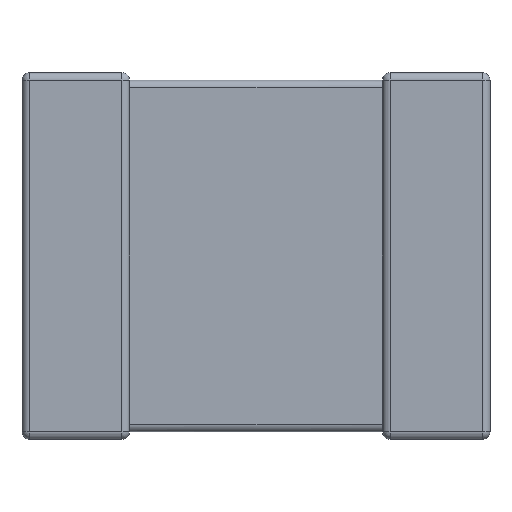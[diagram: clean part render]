
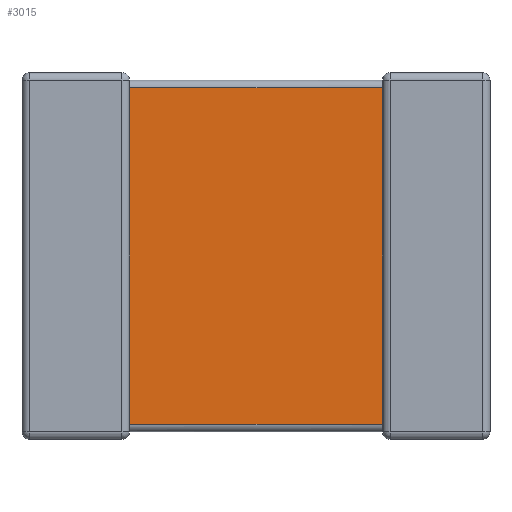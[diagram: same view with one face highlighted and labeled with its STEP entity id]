
A CAD part, front view. The second image highlights one B-rep face of the part: STEP entity #3015.
In plain terms, the highlighted planar face has unit normal (0, -1, 0).
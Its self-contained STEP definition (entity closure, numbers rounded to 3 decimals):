
#134 = CARTESIAN_POINT ( 'NONE',  ( 2.85, 0.06, -0.121 ) ) ;
#135 = VECTOR ( 'NONE', #980, 1000. ) ;
#264 = LINE ( 'NONE', #287, #135 ) ;
#265 = DIRECTION ( 'NONE',  ( -1., 0., 0. ) ) ;
#287 = CARTESIAN_POINT ( 'NONE',  ( 0.85, 0.06, -2.9 ) ) ;
#350 = VECTOR ( 'NONE', #265, 1000. ) ;
#611 = VERTEX_POINT ( 'NONE', #134 ) ;
#930 = ORIENTED_EDGE ( 'NONE', *, *, #3250, .F. ) ;
#933 = CARTESIAN_POINT ( 'NONE',  ( 0.85, 0.06, -2.779 ) ) ;
#980 = DIRECTION ( 'NONE',  ( 0., 0., 1. ) ) ;
#1105 = LINE ( 'NONE', #3946, #1767 ) ;
#1129 = AXIS2_PLACEMENT_3D ( 'NONE', #2754, #1619, #3061 ) ;
#1144 = EDGE_LOOP ( 'NONE', ( #930, #3676, #1521, #2239 ) ) ;
#1166 = EDGE_CURVE ( 'NONE', #4374, #611, #1105, .T. ) ;
#1264 = CARTESIAN_POINT ( 'NONE',  ( 0.85, 0.06, -0.121 ) ) ;
#1444 = VECTOR ( 'NONE', #4532, 1000. ) ;
#1521 = ORIENTED_EDGE ( 'NONE', *, *, #1166, .T. ) ;
#1571 = PLANE ( 'NONE',  #1129 ) ;
#1619 = DIRECTION ( 'NONE',  ( 0., -1., 0. ) ) ;
#1767 = VECTOR ( 'NONE', #2920, 1000. ) ;
#2026 = LINE ( 'NONE', #3469, #1444 ) ;
#2029 = EDGE_CURVE ( 'NONE', #611, #3106, #2055, .T. ) ;
#2055 = LINE ( 'NONE', #4205, #350 ) ;
#2239 = ORIENTED_EDGE ( 'NONE', *, *, #2029, .T. ) ;
#2754 = CARTESIAN_POINT ( 'NONE',  ( 0.85, 0.06, -2.9 ) ) ;
#2771 = CARTESIAN_POINT ( 'NONE',  ( 2.85, 0.06, -2.779 ) ) ;
#2920 = DIRECTION ( 'NONE',  ( 0., 0., 1. ) ) ;
#3015 = ADVANCED_FACE ( 'NONE', ( #3768 ), #1571, .T. ) ;
#3061 = DIRECTION ( 'NONE',  ( 0., 0., -1. ) ) ;
#3100 = EDGE_CURVE ( 'NONE', #4094, #4374, #2026, .T. ) ;
#3106 = VERTEX_POINT ( 'NONE', #1264 ) ;
#3250 = EDGE_CURVE ( 'NONE', #4094, #3106, #264, .T. ) ;
#3469 = CARTESIAN_POINT ( 'NONE',  ( 2.85, 0.06, -2.779 ) ) ;
#3676 = ORIENTED_EDGE ( 'NONE', *, *, #3100, .T. ) ;
#3768 = FACE_OUTER_BOUND ( 'NONE', #1144, .T. ) ;
#3946 = CARTESIAN_POINT ( 'NONE',  ( 2.85, 0.06, -2.9 ) ) ;
#4094 = VERTEX_POINT ( 'NONE', #933 ) ;
#4205 = CARTESIAN_POINT ( 'NONE',  ( 0.85, 0.06, -0.121 ) ) ;
#4374 = VERTEX_POINT ( 'NONE', #2771 ) ;
#4532 = DIRECTION ( 'NONE',  ( 1., 0., 0. ) ) ;
